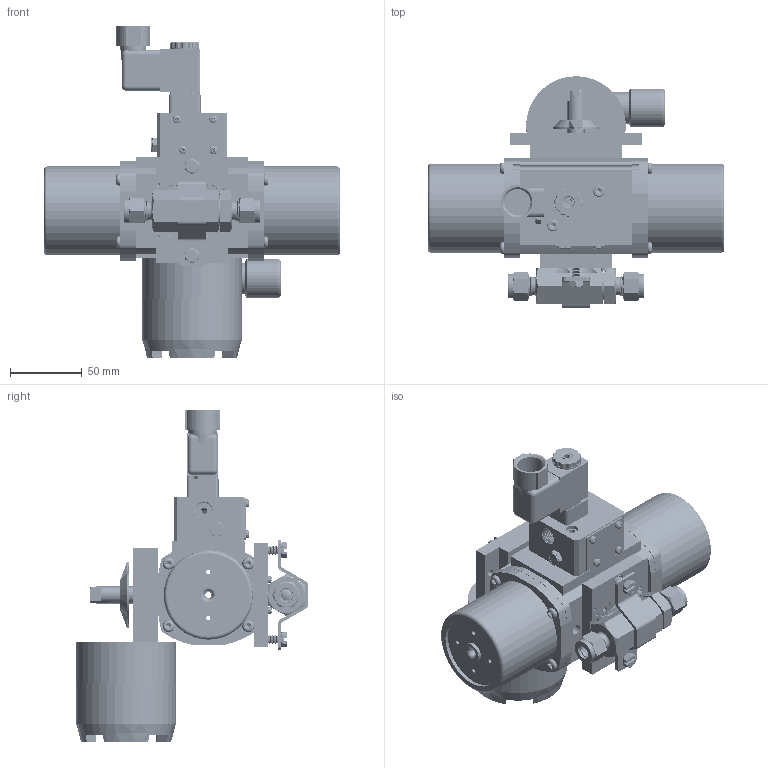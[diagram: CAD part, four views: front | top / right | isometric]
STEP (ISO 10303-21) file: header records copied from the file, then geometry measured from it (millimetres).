
FILE_DESCRIPTION (( 'STEP AP203' ), '1' );
FILE_NAME ('8204XXC6A512SR3GPDCLS.step', '2018-04-19T16:49:27', ( '' ), ( '' ), 'SwSTEP 2.0', 'SolidWorks 2017', '' );
FILE_SCHEMA (( 'CONFIG_CONTROL_DESIGN' ));
Length unit declared in the file: inch
Products named in the file (1): 8204XXC6A512SR3GPDCLS
Bounding box: 206.38 x 161.26 x 231.14 mm (x, y, z)
Volume: 771443.8 mm3; surface area: 326435.5 mm2
Topology: 72 solids, 72 shells, 5670 faces, 14813 edges, 9305 vertices
Faces by surface type: cylinder 2792, cone 1555, plane 950, torus 190, bspline 165, sphere 18
Entity records: 224863 total; most frequent: CARTESIAN_POINT 90724, ORIENTED_EDGE 29294, DIRECTION 28128, EDGE_CURVE 14647, AXIS2_PLACEMENT_3D 11273, VERTEX_POINT 9301, EDGE_LOOP 6106, CIRCLE 5767
